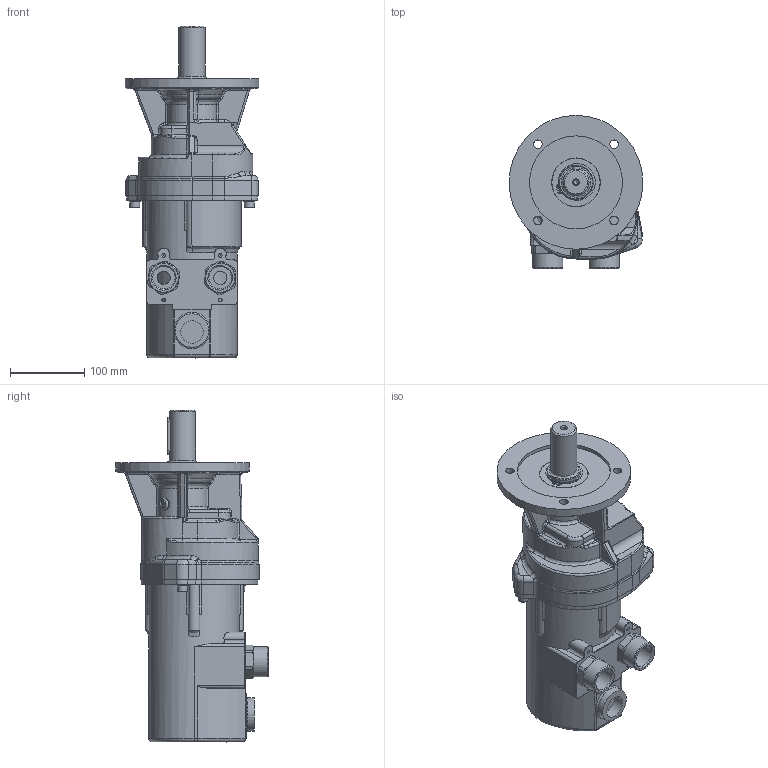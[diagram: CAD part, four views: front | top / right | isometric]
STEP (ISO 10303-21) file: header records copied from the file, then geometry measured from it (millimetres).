
FILE_DESCRIPTION((''),'2;1');
FILE_NAME('MU 600-250_46680005_2.stp','2011-11-03T16:31:48',('ibasyouni'),(''),'Autodesk Inventor 2008','Autodesk Inventor 2008','');
FILE_SCHEMA(('AUTOMOTIVE_DESIGN { 1 0 10303 214 1 1 1 1 }'));
Length unit declared in the file: millimetre
Products named in the file (1): MU 600-250_46680005_2
Bounding box: 180 x 205.58 x 446.75 mm (x, y, z)
Volume: 5143700.5 mm3; surface area: 297775.7 mm2
Topology: 1 solids, 3 shells, 896 faces, 2312 edges, 1402 vertices
Faces by surface type: cylinder 325, plane 316, bspline 167, torus 43, cone 40, sphere 5
Full cylindrical faces by diameter (mm): 2.5 x3, 2.8 x2, 4 x1, 4.2 x1, 4.917 x4, 4.95 x1, 5 x1, 6.647 x1, 8 x3, 9.5 x4, 10 x1, 11.5 x4, 13 x3, 16 x1, 18 x2, 30.291 x3, 33.249 x2, 35 x1, 41 x2, 42.5 x1, 45 x3, 65 x3, 65.5 x1, 125 x1, 180 x1
Entity records: 43346 total; most frequent: CARTESIAN_POINT 21711, ORIENTED_EDGE 4338, DIRECTION 4221, EDGE_CURVE 2169, AXIS2_PLACEMENT_3D 1667, VERTEX_POINT 1363, EDGE_LOOP 1036, FACE_OUTER_BOUND 896
